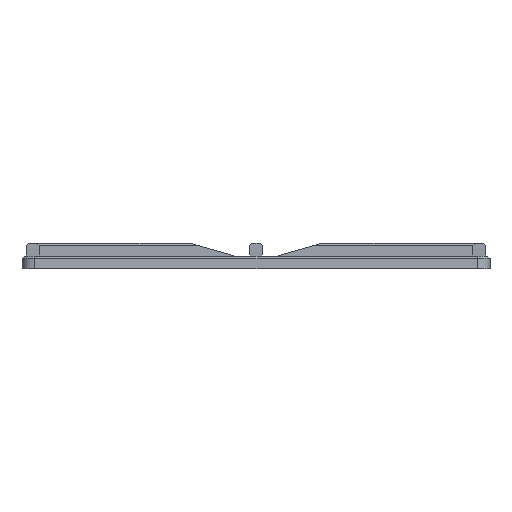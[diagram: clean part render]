
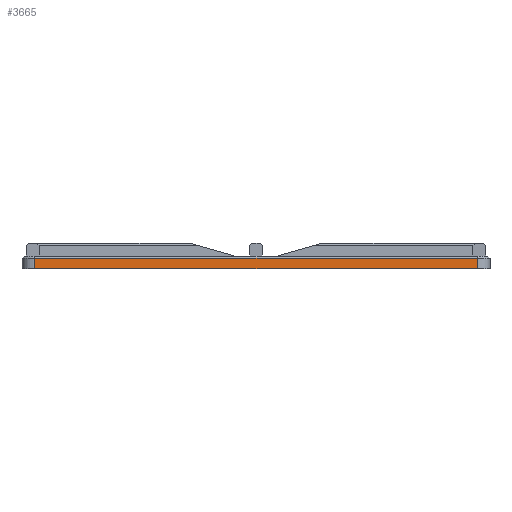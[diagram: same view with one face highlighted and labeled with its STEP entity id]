
A CAD part, left-side view. The second image highlights one B-rep face of the part: STEP entity #3665.
In plain terms, the highlighted planar face has unit normal (-1, 0, 0).
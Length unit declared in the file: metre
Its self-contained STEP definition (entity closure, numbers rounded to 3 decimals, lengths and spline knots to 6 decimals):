
#168=LINE('',#5562,#570);
#223=LINE('',#5769,#625);
#224=LINE('',#5771,#626);
#225=LINE('',#5773,#627);
#570=VECTOR('',#4405,1.);
#625=VECTOR('',#4560,1.);
#626=VECTOR('',#4561,1.);
#627=VECTOR('',#4562,1.);
#1124=ORIENTED_EDGE('',*,*,#2183,.T.);
#1125=ORIENTED_EDGE('',*,*,#2184,.T.);
#1126=ORIENTED_EDGE('',*,*,#2185,.T.);
#1127=ORIENTED_EDGE('',*,*,#2080,.T.);
#2080=EDGE_CURVE('',#2610,#2611,#168,.T.);
#2183=EDGE_CURVE('',#2611,#2712,#223,.F.);
#2184=EDGE_CURVE('',#2712,#2713,#224,.T.);
#2185=EDGE_CURVE('',#2713,#2610,#225,.T.);
#2610=VERTEX_POINT('',#5563);
#2611=VERTEX_POINT('',#5564);
#2712=VERTEX_POINT('',#5770);
#2713=VERTEX_POINT('',#5772);
#3017=EDGE_LOOP('',(#1124,#1125,#1126,#1127));
#3305=FACE_BOUND('',#3017,.T.);
#3533=PLANE('',#3986);
#3665=ADVANCED_FACE('',(#3305),#3533,.F.);
#3986=AXIS2_PLACEMENT_3D('',#5768,#4558,#4559);
#4405=DIRECTION('',(0.,-1.,0.));
#4558=DIRECTION('',(1.,0.,0.));
#4559=DIRECTION('',(0.,0.,-1.));
#4560=DIRECTION('',(0.,0.,-1.));
#4561=DIRECTION('',(0.,1.,0.));
#4562=DIRECTION('',(0.,0.,-1.));
#5562=CARTESIAN_POINT('',(-0.11,0.,0.));
#5563=CARTESIAN_POINT('',(-0.11,0.104,0.));
#5564=CARTESIAN_POINT('',(-0.11,-0.104,0.));
#5768=CARTESIAN_POINT('',(-0.11,0.,0.006));
#5769=CARTESIAN_POINT('',(-0.11,-0.104,0.006));
#5770=CARTESIAN_POINT('',(-0.11,-0.104,0.005));
#5771=CARTESIAN_POINT('',(-0.11,0.104,0.005));
#5772=CARTESIAN_POINT('',(-0.11,0.104,0.005));
#5773=CARTESIAN_POINT('',(-0.11,0.104,0.));
